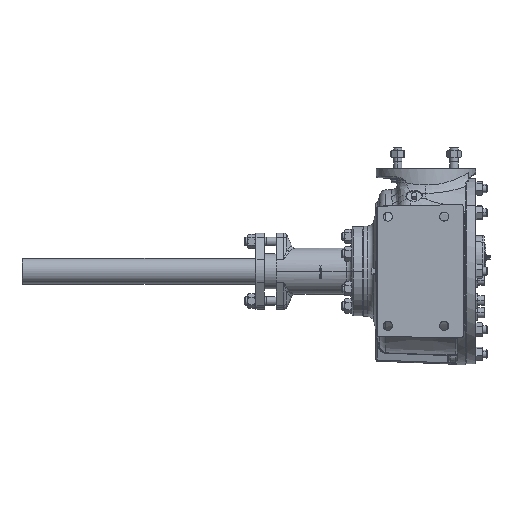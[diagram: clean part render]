
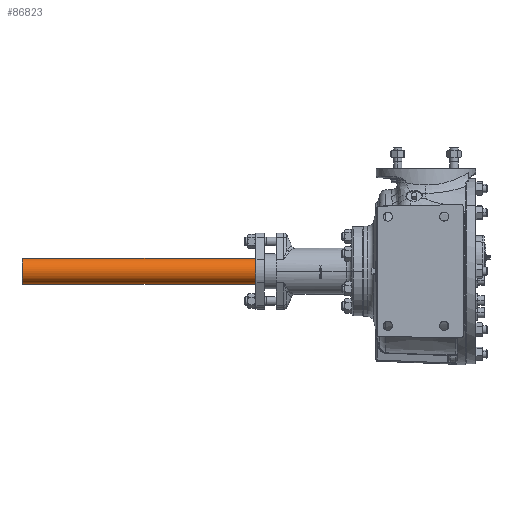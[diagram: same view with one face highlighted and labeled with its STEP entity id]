
A CAD part, front view. The second image highlights one B-rep face of the part: STEP entity #86823.
In plain terms, the highlighted cylindrical face has radius 24.594 mm (diameter 49.187 mm), a partial arc.
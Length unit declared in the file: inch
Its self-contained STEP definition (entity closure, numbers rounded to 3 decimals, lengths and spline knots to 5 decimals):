
#792 = VERTEX_POINT ( 'NONE', #94525 ) ;
#7550 = ORIENTED_EDGE ( 'NONE', *, *, #20484, .T. ) ;
#9210 = AXIS2_PLACEMENT_3D ( 'NONE', #75010, #19793, #84350 ) ;
#12094 = CARTESIAN_POINT ( 'NONE',  ( -33.491, 0., -0.96825 ) ) ;
#14937 = LINE ( 'NONE', #12094, #61012 ) ;
#16077 = CARTESIAN_POINT ( 'NONE',  ( -33.431, 0., -0.96825 ) ) ;
#19793 = DIRECTION ( 'NONE',  ( 1., 0., 0. ) ) ;
#20198 = DIRECTION ( 'NONE',  ( -1., 0., 0. ) ) ;
#20484 = EDGE_CURVE ( 'Defeatured_0_1590+Defeatured_0_1575+Defeatured_0_1576+Defeatured_0_1574', #792, #114562, #39915, .T. ) ;
#24412 = CIRCLE ( 'NONE', #42586, 0.96825 ) ;
#34648 = EDGE_LOOP ( 'NONE', ( #77999, #7550, #40787, #52355 ) ) ;
#38738 = VECTOR ( 'NONE', #47774, 39.37008 ) ;
#39915 = CIRCLE ( 'NONE', #9210, 0.96825 ) ;
#40787 = ORIENTED_EDGE ( 'NONE', *, *, #101779, .T. ) ;
#42586 = AXIS2_PLACEMENT_3D ( 'NONE', #75433, #20198, #84784 ) ;
#43862 = CARTESIAN_POINT ( 'NONE',  ( -15.885, 0., -0.96825 ) ) ;
#47673 = VERTEX_POINT ( 'NONE', #43862 ) ;
#47774 = DIRECTION ( 'NONE',  ( 1., 0., 0. ) ) ;
#51545 = CYLINDRICAL_SURFACE ( 'NONE', #119252, 0.96825 ) ;
#52355 = ORIENTED_EDGE ( 'NONE', *, *, #63929, .T. ) ;
#55775 = CARTESIAN_POINT ( 'NONE',  ( -33.491, 0., 0. ) ) ;
#61012 = VECTOR ( 'NONE', #76655, 39.37008 ) ;
#62528 = CARTESIAN_POINT ( 'NONE',  ( -15.885, 0., 0.96825 ) ) ;
#63929 = EDGE_CURVE ( 'Defeatured_0_1590+Defeatured_0_1604+Defeatured_0_1604+Defeatured_0_1604', #47673, #117682, #24412, .T. ) ;
#75010 = CARTESIAN_POINT ( 'NONE',  ( -33.431, 0., 0. ) ) ;
#75433 = CARTESIAN_POINT ( 'NONE',  ( -15.885, 0., 0. ) ) ;
#76655 = DIRECTION ( 'NONE',  ( 1., 0., 0. ) ) ;
#77999 = ORIENTED_EDGE ( 'NONE', *, *, #92892, .F. ) ;
#84350 = DIRECTION ( 'NONE',  ( 0., 0., -1. ) ) ;
#84784 = DIRECTION ( 'NONE',  ( 0., 0., -1. ) ) ;
#86823 = ADVANCED_FACE ( 'Defeatured_0_1590', ( #97778 ), #51545, .T. ) ;
#87955 = LINE ( 'NONE', #103283, #38738 ) ;
#92892 = EDGE_CURVE ( 'NONE', #792, #117682, #87955, .T. ) ;
#94525 = CARTESIAN_POINT ( 'NONE',  ( -33.431, 0., 0.96825 ) ) ;
#97778 = FACE_OUTER_BOUND ( 'NONE', #34648, .T. ) ;
#101779 = EDGE_CURVE ( 'NONE', #114562, #47673, #14937, .T. ) ;
#103283 = CARTESIAN_POINT ( 'NONE',  ( -33.491, 0., 0.96825 ) ) ;
#111306 = DIRECTION ( 'NONE',  ( 1., 0., 0. ) ) ;
#111699 = DIRECTION ( 'NONE',  ( 0., 0., -1. ) ) ;
#114562 = VERTEX_POINT ( 'NONE', #16077 ) ;
#117682 = VERTEX_POINT ( 'NONE', #62528 ) ;
#119252 = AXIS2_PLACEMENT_3D ( 'NONE', #55775, #111306, #111699 ) ;
